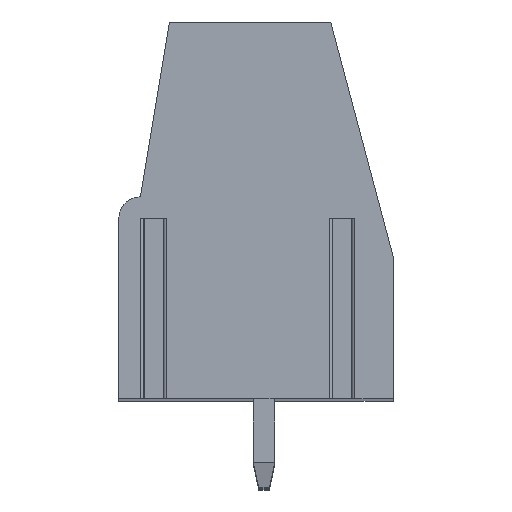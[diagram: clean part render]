
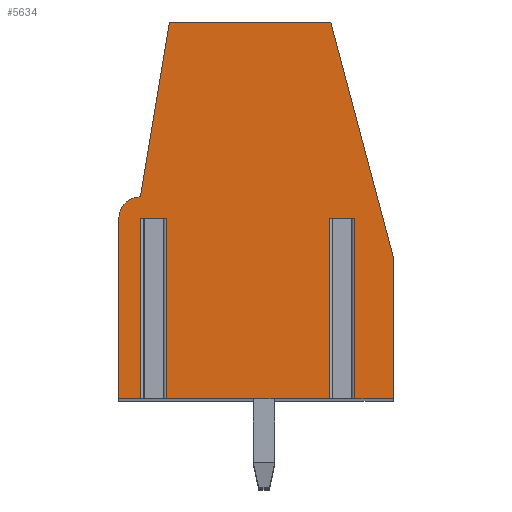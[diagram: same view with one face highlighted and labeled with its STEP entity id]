
A CAD part, top view. The second image highlights one B-rep face of the part: STEP entity #5634.
In plain terms, the highlighted planar face has unit normal (0, 0, 1).
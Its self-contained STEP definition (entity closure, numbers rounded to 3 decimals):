
#35=DIRECTION('',(1.,0.,0.));
#36=VECTOR('',#35,0.958);
#37=CARTESIAN_POINT('',(-3.979,1.095,56.25));
#38=LINE('',#37,#36);
#39=DIRECTION('',(0.,1.,0.));
#40=VECTOR('',#39,6.7);
#41=CARTESIAN_POINT('',(-3.979,-5.605,56.25));
#42=LINE('',#41,#40);
#43=DIRECTION('',(-1.,0.,0.));
#44=VECTOR('',#43,0.821);
#45=CARTESIAN_POINT('',(-3.979,-5.605,56.25));
#46=LINE('',#45,#44);
#47=DIRECTION('',(0.,1.,0.));
#48=VECTOR('',#47,6.7);
#49=CARTESIAN_POINT('',(-4.8,-5.605,56.25));
#50=LINE('',#49,#48);
#51=CARTESIAN_POINT('',(-4.,1.095,56.25));
#52=DIRECTION('',(0.,0.,-1.));
#53=DIRECTION('',(-1.,0.,0.));
#54=AXIS2_PLACEMENT_3D('',#51,#52,#53);
#56=DIRECTION('',(0.164,0.986,0.));
#57=VECTOR('',#56,6.589);
#58=CARTESIAN_POINT('',(-3.999,1.895,56.25));
#59=LINE('',#58,#57);
#60=DIRECTION('',(1.,0.,0.));
#61=VECTOR('',#60,6.);
#62=CARTESIAN_POINT('',(-2.92,8.395,56.25));
#63=LINE('',#62,#61);
#64=DIRECTION('',(0.258,-0.966,0.));
#65=VECTOR('',#64,9.004);
#66=CARTESIAN_POINT('',(3.08,8.395,56.25));
#67=LINE('',#66,#65);
#68=DIRECTION('',(0.,-1.,0.));
#69=VECTOR('',#68,5.3);
#70=CARTESIAN_POINT('',(5.4,-0.305,56.25));
#71=LINE('',#70,#69);
#72=DIRECTION('',(-1.,0.,0.));
#73=VECTOR('',#72,1.421);
#74=CARTESIAN_POINT('',(5.4,-5.605,56.25));
#75=LINE('',#74,#73);
#76=DIRECTION('',(0.,1.,0.));
#77=VECTOR('',#76,6.7);
#78=CARTESIAN_POINT('',(3.979,-5.605,56.25));
#79=LINE('',#78,#77);
#80=DIRECTION('',(1.,0.,0.));
#81=VECTOR('',#80,0.958);
#82=CARTESIAN_POINT('',(3.021,1.095,56.25));
#83=LINE('',#82,#81);
#84=DIRECTION('',(0.,1.,0.));
#85=VECTOR('',#84,6.7);
#86=CARTESIAN_POINT('',(3.021,-5.605,56.25));
#87=LINE('',#86,#85);
#88=DIRECTION('',(-1.,0.,0.));
#89=VECTOR('',#88,6.042);
#90=CARTESIAN_POINT('',(3.021,-5.605,56.25));
#91=LINE('',#90,#89);
#92=DIRECTION('',(0.,1.,0.));
#93=VECTOR('',#92,6.7);
#94=CARTESIAN_POINT('',(-3.021,-5.605,56.25));
#95=LINE('',#94,#93);
#4369=CARTESIAN_POINT('',(-3.999,1.895,56.25));
#4370=CARTESIAN_POINT('',(-2.92,8.395,56.25));
#4371=VERTEX_POINT('',#4369);
#4372=VERTEX_POINT('',#4370);
#4373=CARTESIAN_POINT('',(-4.8,1.095,56.25));
#4374=VERTEX_POINT('',#4373);
#4375=CARTESIAN_POINT('',(-4.8,-5.605,56.25));
#4376=VERTEX_POINT('',#4375);
#4377=CARTESIAN_POINT('',(5.4,-0.305,56.25));
#4378=CARTESIAN_POINT('',(5.4,-5.605,56.25));
#4379=VERTEX_POINT('',#4377);
#4380=VERTEX_POINT('',#4378);
#4381=CARTESIAN_POINT('',(3.08,8.395,56.25));
#4382=VERTEX_POINT('',#4381);
#4469=CARTESIAN_POINT('',(-3.979,1.095,56.25));
#4470=CARTESIAN_POINT('',(-3.021,1.095,56.25));
#4471=VERTEX_POINT('',#4469);
#4472=VERTEX_POINT('',#4470);
#4473=CARTESIAN_POINT('',(3.021,1.095,56.25));
#4474=CARTESIAN_POINT('',(3.979,1.095,56.25));
#4475=VERTEX_POINT('',#4473);
#4476=VERTEX_POINT('',#4474);
#4477=CARTESIAN_POINT('',(3.021,-5.605,56.25));
#4478=VERTEX_POINT('',#4477);
#4479=CARTESIAN_POINT('',(3.979,-5.605,56.25));
#4480=VERTEX_POINT('',#4479);
#4481=CARTESIAN_POINT('',(-3.979,-5.605,56.25));
#4482=VERTEX_POINT('',#4481);
#4483=CARTESIAN_POINT('',(-3.021,-5.605,56.25));
#4484=VERTEX_POINT('',#4483);
#5597=CARTESIAN_POINT('',(0.,0.,56.25));
#5598=DIRECTION('',(0.,0.,1.));
#5599=DIRECTION('',(1.,0.,0.));
#5600=AXIS2_PLACEMENT_3D('',#5597,#5598,#5599);
#5601=PLANE('',#5600);
#5603=ORIENTED_EDGE('',*,*,#5602,.F.);
#5605=ORIENTED_EDGE('',*,*,#5604,.F.);
#5607=ORIENTED_EDGE('',*,*,#5606,.T.);
#5609=ORIENTED_EDGE('',*,*,#5608,.T.);
#5611=ORIENTED_EDGE('',*,*,#5610,.T.);
#5613=ORIENTED_EDGE('',*,*,#5612,.T.);
#5615=ORIENTED_EDGE('',*,*,#5614,.T.);
#5617=ORIENTED_EDGE('',*,*,#5616,.T.);
#5619=ORIENTED_EDGE('',*,*,#5618,.T.);
#5621=ORIENTED_EDGE('',*,*,#5620,.T.);
#5623=ORIENTED_EDGE('',*,*,#5622,.T.);
#5625=ORIENTED_EDGE('',*,*,#5624,.F.);
#5627=ORIENTED_EDGE('',*,*,#5626,.F.);
#5629=ORIENTED_EDGE('',*,*,#5628,.T.);
#5631=ORIENTED_EDGE('',*,*,#5630,.T.);
#5632=EDGE_LOOP('',(#5603,#5605,#5607,#5609,#5611,#5613,#5615,#5617,#5619,#5621,
#5623,#5625,#5627,#5629,#5631));
#5633=FACE_OUTER_BOUND('',#5632,.F.);
#55=CIRCLE('',#54,0.8);
#5602=EDGE_CURVE('',#4471,#4472,#38,.T.);
#5604=EDGE_CURVE('',#4482,#4471,#42,.T.);
#5606=EDGE_CURVE('',#4482,#4376,#46,.T.);
#5608=EDGE_CURVE('',#4376,#4374,#50,.T.);
#5610=EDGE_CURVE('',#4374,#4371,#55,.T.);
#5612=EDGE_CURVE('',#4371,#4372,#59,.T.);
#5614=EDGE_CURVE('',#4372,#4382,#63,.T.);
#5616=EDGE_CURVE('',#4382,#4379,#67,.T.);
#5618=EDGE_CURVE('',#4379,#4380,#71,.T.);
#5620=EDGE_CURVE('',#4380,#4480,#75,.T.);
#5622=EDGE_CURVE('',#4480,#4476,#79,.T.);
#5624=EDGE_CURVE('',#4475,#4476,#83,.T.);
#5626=EDGE_CURVE('',#4478,#4475,#87,.T.);
#5628=EDGE_CURVE('',#4478,#4484,#91,.T.);
#5630=EDGE_CURVE('',#4484,#4472,#95,.T.);
#5634=ADVANCED_FACE('',(#5633),#5601,.T.);
